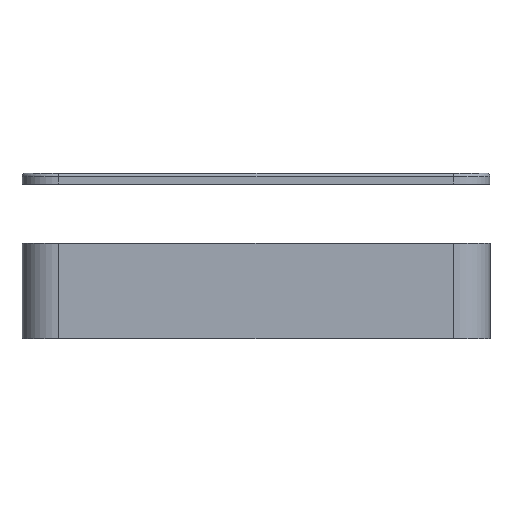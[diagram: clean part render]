
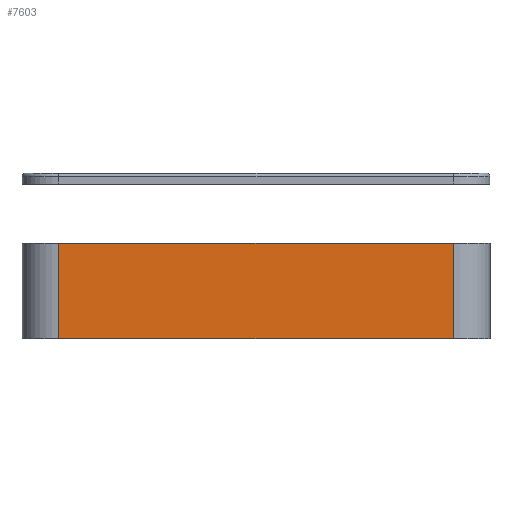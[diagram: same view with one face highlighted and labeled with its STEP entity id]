
A CAD part, front view. The second image highlights one B-rep face of the part: STEP entity #7603.
In plain terms, the highlighted planar face has unit normal (0, -1, 0).
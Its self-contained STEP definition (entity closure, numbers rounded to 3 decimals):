
#823=PLANE('',#8072);
#966=FACE_OUTER_BOUND('',#1400,.T.);
#1400=EDGE_LOOP('',(#5216,#5217,#5218,#5219));
#1876=LINE('',#9520,#2492);
#1892=LINE('',#9565,#2508);
#1893=LINE('',#9569,#2509);
#1894=LINE('',#9570,#2510);
#2492=VECTOR('',#8351,10.);
#2508=VECTOR('',#8387,10.);
#2509=VECTOR('',#8392,10.);
#2510=VECTOR('',#8393,10.);
#3195=VERTEX_POINT('',#9517);
#3196=VERTEX_POINT('',#9519);
#3215=VERTEX_POINT('',#9564);
#3216=VERTEX_POINT('',#9568);
#3989=EDGE_CURVE('',#3195,#3196,#1876,.T.);
#4012=EDGE_CURVE('',#3196,#3215,#1892,.T.);
#4014=EDGE_CURVE('',#3216,#3195,#1893,.T.);
#4015=EDGE_CURVE('',#3215,#3216,#1894,.T.);
#5216=ORIENTED_EDGE('',*,*,#4012,.F.);
#5217=ORIENTED_EDGE('',*,*,#3989,.F.);
#5218=ORIENTED_EDGE('',*,*,#4014,.F.);
#5219=ORIENTED_EDGE('',*,*,#4015,.F.);
#7603=ADVANCED_FACE('',(#966),#823,.T.);
#8072=AXIS2_PLACEMENT_3D('',#9567,#8390,#8391);
#8351=DIRECTION('',(1.,0.,0.));
#8387=DIRECTION('',(0.,0.,-1.));
#8390=DIRECTION('center_axis',(0.,-1.,0.));
#8391=DIRECTION('ref_axis',(1.,0.,0.));
#8392=DIRECTION('',(0.,0.,1.));
#8393=DIRECTION('',(-1.,0.,0.));
#9517=CARTESIAN_POINT('',(-55.,-34.822,13.));
#9519=CARTESIAN_POINT('',(-1.536,-34.822,13.));
#9520=CARTESIAN_POINT('',(3.464,-34.822,13.));
#9564=CARTESIAN_POINT('',(-1.536,-34.822,0.));
#9565=CARTESIAN_POINT('',(-1.536,-34.822,0.));
#9567=CARTESIAN_POINT('Origin',(-60.,-34.822,0.));
#9568=CARTESIAN_POINT('',(-55.,-34.822,0.));
#9569=CARTESIAN_POINT('',(-55.,-34.822,0.));
#9570=CARTESIAN_POINT('',(3.464,-34.822,0.));
